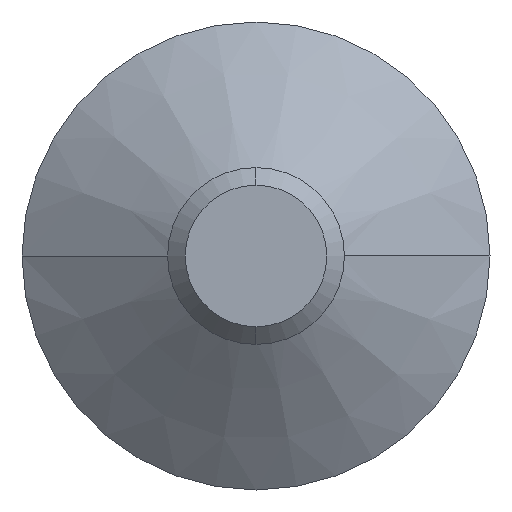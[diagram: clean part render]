
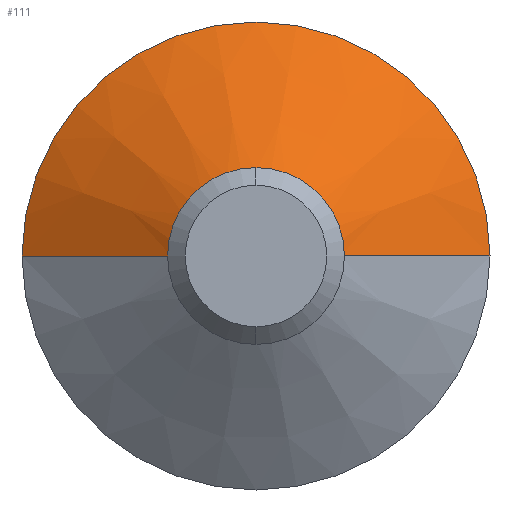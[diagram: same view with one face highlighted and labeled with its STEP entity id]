
A CAD part, left-side view. The second image highlights one B-rep face of the part: STEP entity #111.
In plain terms, the highlighted conical face has half-angle 55 degrees and reference radius 15.875 mm.
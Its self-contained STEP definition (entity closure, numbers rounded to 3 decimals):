
#39 = CARTESIAN_POINT ( 'NONE',  ( 55.61, 0., 0. ) ) ;
#44 = VERTEX_POINT ( 'NONE', #345 ) ;
#53 = AXIS2_PLACEMENT_3D ( 'NONE', #513, #166, #459 ) ;
#79 = AXIS2_PLACEMENT_3D ( 'NONE', #119, #175, #117 ) ;
#99 = DIRECTION ( 'NONE',  ( 0., 1., 0. ) ) ;
#100 = ORIENTED_EDGE ( 'NONE', *, *, #560, .T. ) ;
#111 = ADVANCED_FACE ( 'NONE', ( #214 ), #337, .T. ) ;
#112 = EDGE_CURVE ( 'NONE', #44, #334, #124, .T. ) ;
#117 = DIRECTION ( 'NONE',  ( 0., 1., 0. ) ) ;
#119 = CARTESIAN_POINT ( 'NONE',  ( 62.7, 0., 0. ) ) ;
#124 = LINE ( 'NONE', #314, #642 ) ;
#136 = CARTESIAN_POINT ( 'NONE',  ( 55.61, 5.75, 0. ) ) ;
#157 = EDGE_CURVE ( 'NONE', #270, #334, #275, .T. ) ;
#166 = DIRECTION ( 'NONE',  ( 1., 0., 0. ) ) ;
#175 = DIRECTION ( 'NONE',  ( 1., 0., 0. ) ) ;
#189 = EDGE_LOOP ( 'NONE', ( #100, #446, #563, #521, #415 ) ) ;
#198 = EDGE_CURVE ( 'NONE', #363, #270, #451, .T. ) ;
#207 = DIRECTION ( 'NONE',  ( 1., 0., 0. ) ) ;
#214 = FACE_OUTER_BOUND ( 'NONE', #189, .T. ) ;
#270 = VERTEX_POINT ( 'NONE', #331 ) ;
#275 = CIRCLE ( 'NONE', #53, 15.875 ) ;
#314 = CARTESIAN_POINT ( 'NONE',  ( 62.7, -15.875, 0. ) ) ;
#316 = VERTEX_POINT ( 'NONE', #520 ) ;
#321 = VECTOR ( 'NONE', #661, 1000. ) ;
#331 = CARTESIAN_POINT ( 'NONE',  ( 62.7, 15.875, 0. ) ) ;
#334 = VERTEX_POINT ( 'NONE', #418 ) ;
#337 = CONICAL_SURFACE ( 'NONE', #79, 15.875, 0.96 ) ;
#345 = CARTESIAN_POINT ( 'NONE',  ( 55.61, -5.75, 0. ) ) ;
#363 = VERTEX_POINT ( 'NONE', #136 ) ;
#393 = DIRECTION ( 'NONE',  ( 1., 0., 0. ) ) ;
#408 = CIRCLE ( 'NONE', #486, 5.75 ) ;
#415 = ORIENTED_EDGE ( 'NONE', *, *, #564, .T. ) ;
#418 = CARTESIAN_POINT ( 'NONE',  ( 62.7, -15.875, 0. ) ) ;
#446 = ORIENTED_EDGE ( 'NONE', *, *, #112, .T. ) ;
#450 = AXIS2_PLACEMENT_3D ( 'NONE', #39, #393, #99 ) ;
#451 = LINE ( 'NONE', #511, #321 ) ;
#459 = DIRECTION ( 'NONE',  ( 0., 1., 0. ) ) ;
#486 = AXIS2_PLACEMENT_3D ( 'NONE', #497, #207, #546 ) ;
#497 = CARTESIAN_POINT ( 'NONE',  ( 55.61, 0., 0. ) ) ;
#511 = CARTESIAN_POINT ( 'NONE',  ( 62.7, 15.875, 0. ) ) ;
#513 = CARTESIAN_POINT ( 'NONE',  ( 62.7, 0., 0. ) ) ;
#520 = CARTESIAN_POINT ( 'NONE',  ( 55.61, 0., 5.75 ) ) ;
#521 = ORIENTED_EDGE ( 'NONE', *, *, #198, .F. ) ;
#546 = DIRECTION ( 'NONE',  ( 0., 1., 0. ) ) ;
#560 = EDGE_CURVE ( 'NONE', #316, #44, #664, .T. ) ;
#563 = ORIENTED_EDGE ( 'NONE', *, *, #157, .F. ) ;
#564 = EDGE_CURVE ( 'NONE', #363, #316, #408, .T. ) ;
#617 = DIRECTION ( 'NONE',  ( 0.574, -0.819, 0. ) ) ;
#642 = VECTOR ( 'NONE', #617, 1000. ) ;
#661 = DIRECTION ( 'NONE',  ( 0.574, 0.819, 0. ) ) ;
#664 = CIRCLE ( 'NONE', #450, 5.75 ) ;
